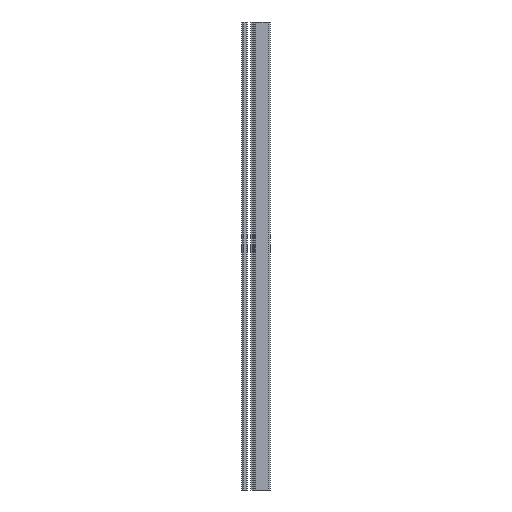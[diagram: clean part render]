
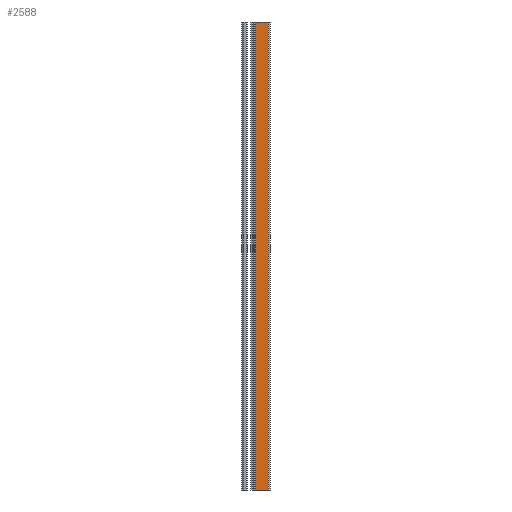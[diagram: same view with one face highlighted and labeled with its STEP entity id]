
A CAD part, left-side view. The second image highlights one B-rep face of the part: STEP entity #2588.
In plain terms, the highlighted planar face has unit normal (-1, 0, 0).
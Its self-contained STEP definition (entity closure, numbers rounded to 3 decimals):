
#120 = CARTESIAN_POINT ( 'NONE',  ( -20., 4., 1000. ) ) ;
#133 = DIRECTION ( 'NONE',  ( 0., 0., -1. ) ) ;
#159 = EDGE_CURVE ( 'NONE', #2000, #1510, #2073, .T. ) ;
#219 = ORIENTED_EDGE ( 'NONE', *, *, #2172, .F. ) ;
#233 = VECTOR ( 'NONE', #133, 1000. ) ;
#238 = AXIS2_PLACEMENT_3D ( 'NONE', #551, #1009, #577 ) ;
#346 = EDGE_CURVE ( 'NONE', #1051, #2000, #2526, .T. ) ;
#393 = DIRECTION ( 'NONE',  ( 0., -1., 0. ) ) ;
#551 = CARTESIAN_POINT ( 'NONE',  ( -20., 30.5, 1000. ) ) ;
#577 = DIRECTION ( 'NONE',  ( 0., 1., 0. ) ) ;
#623 = LINE ( 'NONE', #1602, #233 ) ;
#673 = DIRECTION ( 'NONE',  ( 0., 0., -1. ) ) ;
#854 = VECTOR ( 'NONE', #1783, 1000. ) ;
#913 = CARTESIAN_POINT ( 'NONE',  ( -20., 30.5, 1000. ) ) ;
#918 = VERTEX_POINT ( 'NONE', #120 ) ;
#986 = CARTESIAN_POINT ( 'NONE',  ( -20., 30.5, 1000. ) ) ;
#1009 = DIRECTION ( 'NONE',  ( 1., 0., 0. ) ) ;
#1051 = VERTEX_POINT ( 'NONE', #986 ) ;
#1310 = CARTESIAN_POINT ( 'NONE',  ( -20., 30.5, 1000. ) ) ;
#1407 = EDGE_LOOP ( 'NONE', ( #1956, #219, #1900, #1785 ) ) ;
#1423 = CARTESIAN_POINT ( 'NONE',  ( -20., 4., 0. ) ) ;
#1440 = FACE_OUTER_BOUND ( 'NONE', #1407, .T. ) ;
#1510 = VERTEX_POINT ( 'NONE', #1423 ) ;
#1544 = LINE ( 'NONE', #913, #854 ) ;
#1602 = CARTESIAN_POINT ( 'NONE',  ( -20., 4., 1000. ) ) ;
#1627 = PLANE ( 'NONE',  #238 ) ;
#1783 = DIRECTION ( 'NONE',  ( 0., -1., 0. ) ) ;
#1785 = ORIENTED_EDGE ( 'NONE', *, *, #346, .T. ) ;
#1900 = ORIENTED_EDGE ( 'NONE', *, *, #2513, .F. ) ;
#1956 = ORIENTED_EDGE ( 'NONE', *, *, #159, .T. ) ;
#2000 = VERTEX_POINT ( 'NONE', #2395 ) ;
#2008 = VECTOR ( 'NONE', #673, 1000. ) ;
#2073 = LINE ( 'NONE', #2286, #2100 ) ;
#2100 = VECTOR ( 'NONE', #393, 1000. ) ;
#2172 = EDGE_CURVE ( 'NONE', #918, #1510, #623, .T. ) ;
#2286 = CARTESIAN_POINT ( 'NONE',  ( -20., 30.5, 0. ) ) ;
#2395 = CARTESIAN_POINT ( 'NONE',  ( -20., 30.5, 0. ) ) ;
#2513 = EDGE_CURVE ( 'NONE', #1051, #918, #1544, .T. ) ;
#2526 = LINE ( 'NONE', #1310, #2008 ) ;
#2588 = ADVANCED_FACE ( 'NONE', ( #1440 ), #1627, .F. ) ;
